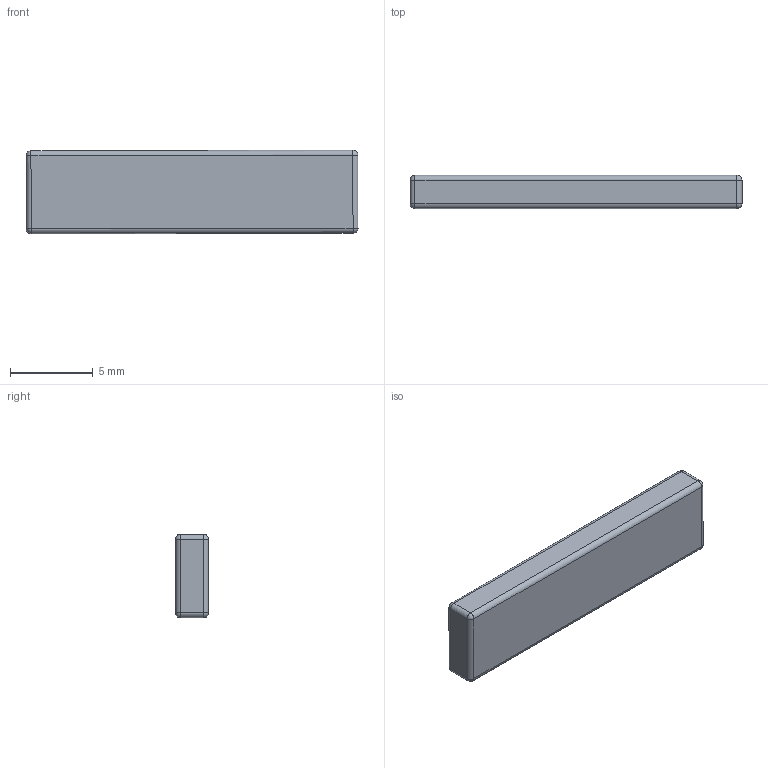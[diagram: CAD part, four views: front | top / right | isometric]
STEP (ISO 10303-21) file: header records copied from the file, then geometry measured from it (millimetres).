
FILE_DESCRIPTION(/* description */ (''),/* implementation_level */ '2;1');
FILE_NAME(/* name */ 'constraints_magnet20x5x2_mk1.stp',/* time_stamp */ '2022-12-09T17:47:52+01:00',/* author */ ('Rik Ubaghs'),/* organization */ (''),/* preprocessor_version */ 'ST-DEVELOPER v18.1',/* originating_system */ 'Autodesk Inventor 2021',/* authorisation */ '');
FILE_SCHEMA (('AUTOMOTIVE_DESIGN { 1 0 10303 214 3 1 1 }'));
Length unit declared in the file: millimetre
Products named in the file (1): constraints_magnet20x5x2_mk1
Bounding box: 20.01 x 2 x 5.03 mm (x, y, z)
Volume: 198 mm3; surface area: 286 mm2
Topology: 1 solids, 1 shells, 26 faces, 52 edges, 24 vertices
Faces by surface type: cylinder 12, sphere 8, plane 6
Entity records: 665 total; most frequent: DIRECTION 126, CARTESIAN_POINT 99, ORIENTED_EDGE 96, AXIS2_PLACEMENT_3D 51, EDGE_CURVE 48, FACE_OUTER_BOUND 26, EDGE_LOOP 26, ADVANCED_FACE 26
